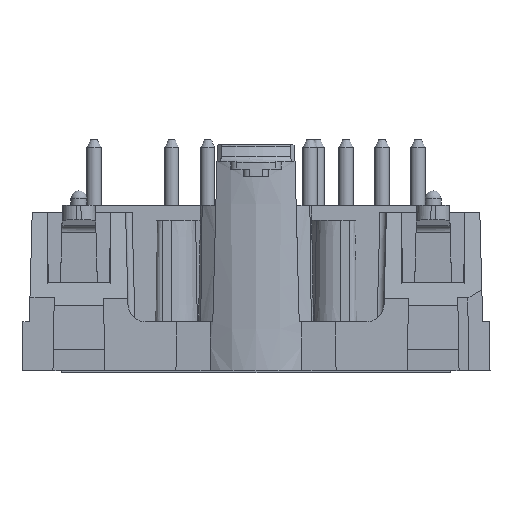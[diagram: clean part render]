
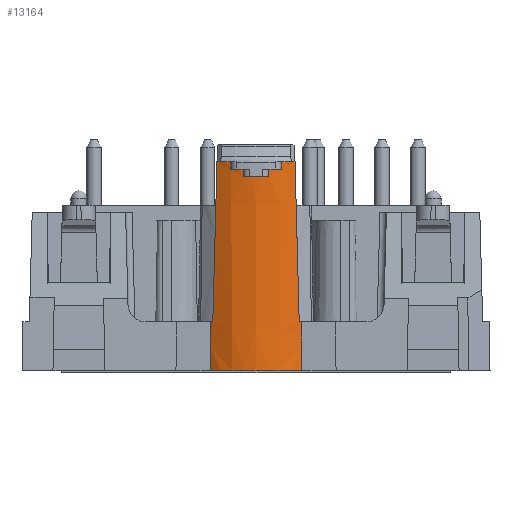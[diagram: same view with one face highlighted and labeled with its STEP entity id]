
A CAD part, left-side view. The second image highlights one B-rep face of the part: STEP entity #13164.
In plain terms, the highlighted conical face has half-angle 0.516 degrees and reference radius 5.5 mm.
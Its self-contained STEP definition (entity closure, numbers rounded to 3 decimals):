
#40=ELLIPSE('',#17753,283.039,6.957);
#45=ELLIPSE('',#17759,283.039,6.957);
#84=ELLIPSE('',#18019,248.172,3.71);
#85=ELLIPSE('',#18022,248.172,3.71);
#1094=CONICAL_SURFACE('',#18020,5.5,0.009);
#1221=CIRCLE('',#17761,5.6);
#1222=CIRCLE('',#17764,5.595);
#1223=CIRCLE('',#17767,5.591);
#1224=CIRCLE('',#17770,5.595);
#1225=CIRCLE('',#17773,5.6);
#1274=CIRCLE('',#17939,5.5);
#1276=CIRCLE('',#17942,5.5);
#1307=CIRCLE('',#18021,5.469);
#1726=B_SPLINE_CURVE_WITH_KNOTS('',3,(#25060,#25061,#25062,#25063),
 .UNSPECIFIED.,.F.,.F.,(4,4),(0.002,0.002),
 .UNSPECIFIED.);
#1727=B_SPLINE_CURVE_WITH_KNOTS('',3,(#25071,#25072,#25073,#25074),
 .UNSPECIFIED.,.F.,.F.,(4,4),(0.002,0.003),
 .UNSPECIFIED.);
#1728=B_SPLINE_CURVE_WITH_KNOTS('',3,(#25082,#25083,#25084,#25085),
 .UNSPECIFIED.,.F.,.F.,(4,4),(0.002,0.002),
 .UNSPECIFIED.);
#1729=B_SPLINE_CURVE_WITH_KNOTS('',3,(#25093,#25094,#25095,#25096),
 .UNSPECIFIED.,.F.,.F.,(4,4),(0.002,0.002),
 .UNSPECIFIED.);
#3631=ORIENTED_EDGE('',*,*,#6087,.T.);
#3632=ORIENTED_EDGE('',*,*,#6085,.T.);
#3633=ORIENTED_EDGE('',*,*,#6083,.T.);
#3634=ORIENTED_EDGE('',*,*,#6081,.T.);
#3635=ORIENTED_EDGE('',*,*,#6079,.T.);
#3636=ORIENTED_EDGE('',*,*,#6077,.T.);
#3637=ORIENTED_EDGE('',*,*,#6075,.T.);
#3638=ORIENTED_EDGE('',*,*,#6073,.T.);
#3639=ORIENTED_EDGE('',*,*,#6071,.T.);
#3640=ORIENTED_EDGE('',*,*,#6069,.F.);
#3641=ORIENTED_EDGE('',*,*,#6267,.T.);
#3642=ORIENTED_EDGE('',*,*,#6365,.T.);
#3643=ORIENTED_EDGE('',*,*,#6367,.F.);
#3644=ORIENTED_EDGE('',*,*,#6368,.F.);
#3645=ORIENTED_EDGE('',*,*,#6270,.T.);
#3646=ORIENTED_EDGE('',*,*,#6064,.F.);
#6064=EDGE_CURVE('',#7643,#7644,#40,.F.);
#6069=EDGE_CURVE('',#7645,#7646,#45,.F.);
#6071=EDGE_CURVE('',#7647,#7646,#1221,.T.);
#6073=EDGE_CURVE('',#7648,#7647,#1726,.T.);
#6075=EDGE_CURVE('',#7649,#7648,#1222,.T.);
#6077=EDGE_CURVE('',#7650,#7649,#1727,.T.);
#6079=EDGE_CURVE('',#7651,#7650,#1223,.T.);
#6081=EDGE_CURVE('',#7652,#7651,#1728,.T.);
#6083=EDGE_CURVE('',#7653,#7652,#1224,.T.);
#6085=EDGE_CURVE('',#7654,#7653,#1729,.T.);
#6087=EDGE_CURVE('',#7643,#7654,#1225,.T.);
#6267=EDGE_CURVE('',#7645,#7773,#1274,.T.);
#6270=EDGE_CURVE('',#7775,#7644,#1276,.T.);
#6365=EDGE_CURVE('',#7773,#7829,#84,.F.);
#6367=EDGE_CURVE('',#7830,#7829,#1307,.T.);
#6368=EDGE_CURVE('',#7775,#7830,#85,.T.);
#7643=VERTEX_POINT('',#25043);
#7644=VERTEX_POINT('',#25045);
#7645=VERTEX_POINT('',#25051);
#7646=VERTEX_POINT('',#25053);
#7647=VERTEX_POINT('',#25057);
#7648=VERTEX_POINT('',#25064);
#7649=VERTEX_POINT('',#25068);
#7650=VERTEX_POINT('',#25075);
#7651=VERTEX_POINT('',#25079);
#7652=VERTEX_POINT('',#25086);
#7653=VERTEX_POINT('',#25090);
#7654=VERTEX_POINT('',#25097);
#7773=VERTEX_POINT('',#25479);
#7775=VERTEX_POINT('',#25484);
#7829=VERTEX_POINT('',#25678);
#7830=VERTEX_POINT('',#25683);
#11024=EDGE_LOOP('',(#3631,#3632,#3633,#3634,#3635,#3636,#3637,#3638,#3639,
#3640,#3641,#3642,#3643,#3644,#3645,#3646));
#11896=FACE_BOUND('',#11024,.T.);
#13164=ADVANCED_FACE('',(#11896),#1094,.T.);
#17753=AXIS2_PLACEMENT_3D('',#25044,#19552,#19553);
#17759=AXIS2_PLACEMENT_3D('',#25052,#19564,#19565);
#17761=AXIS2_PLACEMENT_3D('',#25056,#19569,#19570);
#17764=AXIS2_PLACEMENT_3D('',#25067,#19577,#19578);
#17767=AXIS2_PLACEMENT_3D('',#25078,#19585,#19586);
#17770=AXIS2_PLACEMENT_3D('',#25089,#19593,#19594);
#17773=AXIS2_PLACEMENT_3D('',#25100,#19601,#19602);
#17939=AXIS2_PLACEMENT_3D('',#25480,#20028,#20029);
#17942=AXIS2_PLACEMENT_3D('',#25486,#20035,#20036);
#18019=AXIS2_PLACEMENT_3D('',#25679,#20251,#20252);
#18020=AXIS2_PLACEMENT_3D('',#25681,#20254,#20255);
#18021=AXIS2_PLACEMENT_3D('',#25682,#20256,#20257);
#18022=AXIS2_PLACEMENT_3D('',#25684,#20258,#20259);
#19552=DIRECTION('',(0.,1.,-0.026));
#19553=DIRECTION('',(0.,0.026,1.));
#19564=DIRECTION('',(0.,-1.,-0.026));
#19565=DIRECTION('',(0.,-0.026,1.));
#19569=DIRECTION('',(0.,0.,-1.));
#19570=DIRECTION('',(-1.,0.,0.));
#19577=DIRECTION('',(0.,0.,-1.));
#19578=DIRECTION('',(-1.,0.,0.));
#19585=DIRECTION('',(0.,0.,-1.));
#19586=DIRECTION('',(-1.,0.,0.));
#19593=DIRECTION('',(0.,0.,-1.));
#19594=DIRECTION('',(-1.,0.,0.));
#19601=DIRECTION('',(0.,0.,-1.));
#19602=DIRECTION('',(-1.,0.,0.));
#20028=DIRECTION('',(0.,0.,-1.));
#20029=DIRECTION('',(-1.,0.,0.));
#20035=DIRECTION('',(0.,0.,-1.));
#20036=DIRECTION('',(-1.,0.,0.));
#20251=DIRECTION('',(1.,0.,0.017));
#20252=DIRECTION('',(-0.017,0.,1.));
#20254=DIRECTION('',(0.,0.,1.));
#20255=DIRECTION('',(-1.,0.,0.));
#20256=DIRECTION('',(0.,0.,-1.));
#20257=DIRECTION('',(-1.,0.,0.));
#20258=DIRECTION('',(1.,0.,0.017));
#20259=DIRECTION('',(-0.017,0.,1.));
#25043=CARTESIAN_POINT('',(-32.401,-2.709,14.5));
#25044=CARTESIAN_POINT('',(-27.5,2.549,215.309));
#25045=CARTESIAN_POINT('',(-32.11,-3.,3.4));
#25051=CARTESIAN_POINT('',(-32.11,3.,3.4));
#25052=CARTESIAN_POINT('',(-27.5,-2.549,215.309));
#25053=CARTESIAN_POINT('',(-32.401,2.709,14.5));
#25056=CARTESIAN_POINT('',(-27.5,0.,14.5));
#25057=CARTESIAN_POINT('',(-32.82,1.75,14.5));
#25060=CARTESIAN_POINT('',(-32.815,1.75,14.));
#25061=CARTESIAN_POINT('',(-32.816,1.75,14.167));
#25062=CARTESIAN_POINT('',(-32.818,1.75,14.333));
#25063=CARTESIAN_POINT('',(-32.82,1.75,14.5));
#25064=CARTESIAN_POINT('',(-32.815,1.75,14.));
#25067=CARTESIAN_POINT('',(-27.5,0.,14.));
#25068=CARTESIAN_POINT('',(-33.023,0.9,14.));
#25071=CARTESIAN_POINT('',(-33.018,0.9,13.5));
#25072=CARTESIAN_POINT('',(-33.02,0.9,13.667));
#25073=CARTESIAN_POINT('',(-33.021,0.9,13.833));
#25074=CARTESIAN_POINT('',(-33.023,0.9,14.));
#25075=CARTESIAN_POINT('',(-33.018,0.9,13.5));
#25078=CARTESIAN_POINT('',(-27.5,0.,13.5));
#25079=CARTESIAN_POINT('',(-33.018,-0.9,13.5));
#25082=CARTESIAN_POINT('',(-33.023,-0.9,14.));
#25083=CARTESIAN_POINT('',(-33.021,-0.9,13.833));
#25084=CARTESIAN_POINT('',(-33.02,-0.9,13.667));
#25085=CARTESIAN_POINT('',(-33.018,-0.9,13.5));
#25086=CARTESIAN_POINT('',(-33.023,-0.9,14.));
#25089=CARTESIAN_POINT('',(-27.5,0.,14.));
#25090=CARTESIAN_POINT('',(-32.815,-1.75,14.));
#25093=CARTESIAN_POINT('',(-32.82,-1.75,14.5));
#25094=CARTESIAN_POINT('',(-32.818,-1.75,14.333));
#25095=CARTESIAN_POINT('',(-32.816,-1.75,14.167));
#25096=CARTESIAN_POINT('',(-32.815,-1.75,14.));
#25097=CARTESIAN_POINT('',(-32.82,-1.75,14.5));
#25100=CARTESIAN_POINT('',(-27.5,0.,14.5));
#25479=CARTESIAN_POINT('',(-32.,3.162,3.4));
#25480=CARTESIAN_POINT('',(-27.5,0.,3.4));
#25484=CARTESIAN_POINT('',(-32.,-3.162,3.4));
#25486=CARTESIAN_POINT('',(-27.5,0.,3.4));
#25678=CARTESIAN_POINT('',(-31.941,3.193,0.));
#25679=CARTESIAN_POINT('',(-29.735,0.,-126.336));
#25681=CARTESIAN_POINT('',(-27.5,0.,3.4));
#25682=CARTESIAN_POINT('',(-27.5,0.,0.));
#25683=CARTESIAN_POINT('',(-31.941,-3.193,0.));
#25684=CARTESIAN_POINT('',(-29.735,0.,-126.336));
